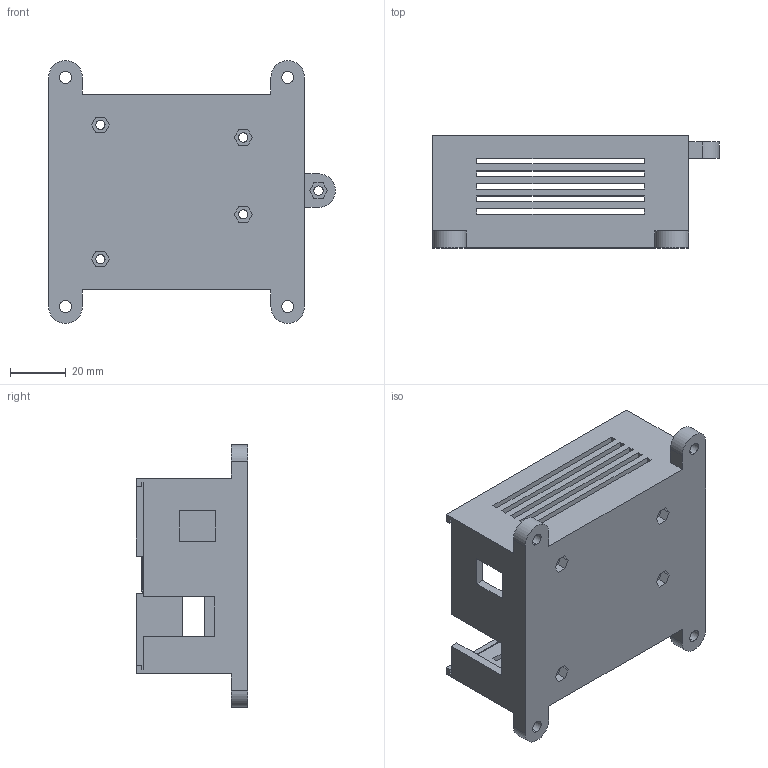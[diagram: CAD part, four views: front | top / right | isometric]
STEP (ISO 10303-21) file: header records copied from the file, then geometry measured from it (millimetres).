
FILE_DESCRIPTION((''),'2;1');
FILE_NAME('GEHAEUSE_2','2014-06-12T',('dschoenberger'),('gz concept GmbH'),'PRO/ENGINEER BY PARAMETRIC TECHNOLOGY CORPORATION, 2012010','PRO/ENGINEER BY PARAMETRIC TECHNOLOGY CORPORATION, 2012010','');
FILE_SCHEMA(('AUTOMOTIVE_DESIGN { 1 2 10303 214 0 1 1 1 }'));
Length unit declared in the file: millimetre
Products named in the file (1): GEHAEUSE_2
Bounding box: 102.5 x 40 x 94 mm (x, y, z)
Volume: 67852.4 mm3; surface area: 39771.9 mm2
Topology: 1 solids, 1 shells, 157 faces, 441 edges, 295 vertices
Faces by surface type: plane 126, cylinder 31
Entity records: 6523 total; most frequent: CARTESIAN_POINT 895, ORIENTED_EDGE 882, DIRECTION 822, PRESENTATION_STYLE_ASSIGNMENT 442, STYLED_ITEM 442, CURVE_STYLE 441, EDGE_CURVE 441, VECTOR 374
